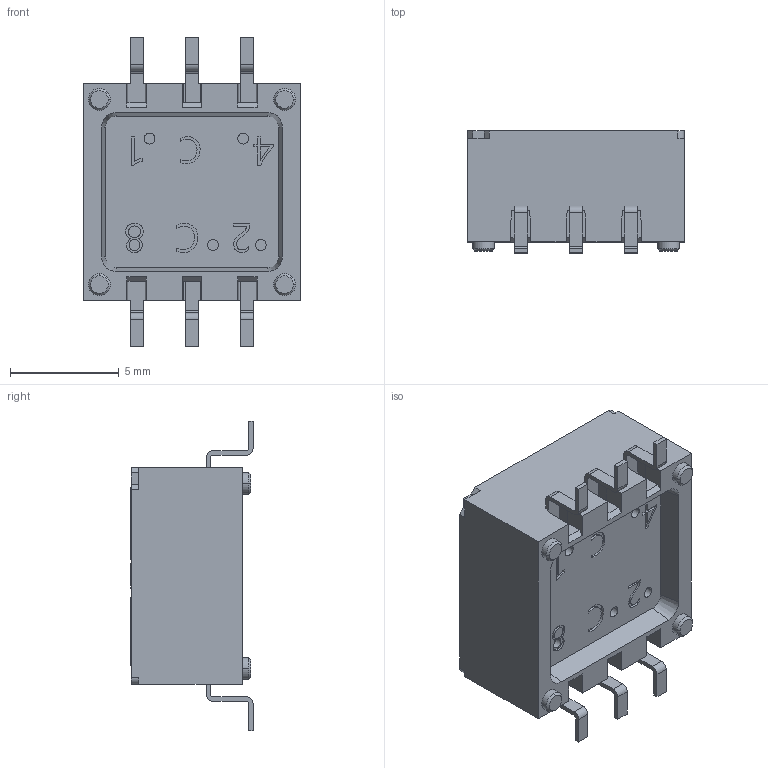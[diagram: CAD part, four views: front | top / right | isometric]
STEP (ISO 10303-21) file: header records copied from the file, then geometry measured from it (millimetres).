
FILE_DESCRIPTION (( 'STEP AP214' ), '1' );
FILE_NAME ('CUI_DEVICES_RDS-16S-1055-SMT-TR.step', '2020-06-19T15:45:02', ( '' ), ( '' ), 'SwSTEP 2.0', 'SolidWorks 2020', '' );
FILE_SCHEMA (( 'AUTOMOTIVE_DESIGN' ));
Length unit declared in the file: inch
Products named in the file (1): CUI_DEVICES_RDS-16S-1055-SMT-TR
Bounding box: 9.95 x 5.61 x 14.2 mm (x, y, z)
Volume: 438.1 mm3; surface area: 524.8 mm2
Topology: 1 solids, 5 shells, 864 faces, 2406 edges, 1597 vertices
Faces by surface type: plane 739, cylinder 63, bspline 50, cone 12
Entity records: 35475 total; most frequent: CARTESIAN_POINT 9323, ORIENTED_EDGE 4812, DIRECTION 4078, EDGE_CURVE 2406, LINE 2156, VECTOR 2156, VERTEX_POINT 1597, AXIS2_PLACEMENT_3D 961
